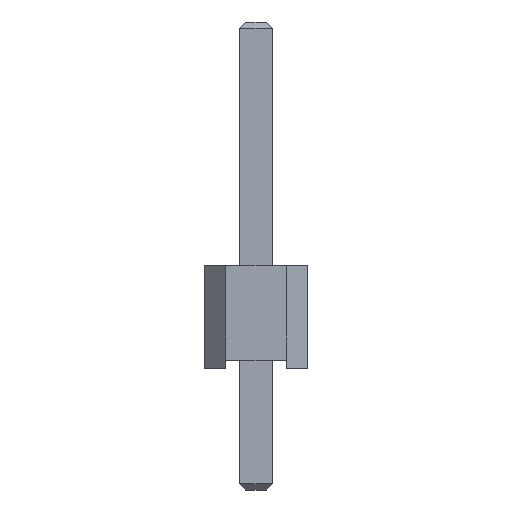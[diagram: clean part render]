
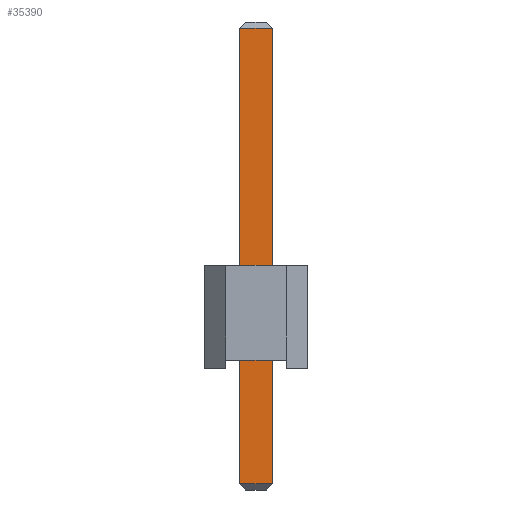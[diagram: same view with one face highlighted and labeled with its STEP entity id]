
A CAD part, front view. The second image highlights one B-rep face of the part: STEP entity #35390.
In plain terms, the highlighted planar face has unit normal (0, -1, 0).
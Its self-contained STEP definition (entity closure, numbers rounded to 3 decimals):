
#34978 = PLANE('',#34979);
#34979 = AXIS2_PLACEMENT_3D('',#34980,#34981,#34982);
#34980 = CARTESIAN_POINT('',(-0.4,-0.4,-3.));
#34981 = DIRECTION('',(-1.,0.,0.));
#34982 = DIRECTION('',(0.,1.,0.));
#35034 = PLANE('',#35035);
#35035 = AXIS2_PLACEMENT_3D('',#35036,#35037,#35038);
#35036 = CARTESIAN_POINT('',(0.4,0.4,-3.));
#35037 = DIRECTION('',(1.,0.,0.));
#35038 = DIRECTION('',(0.,-1.,0.));
#35075 = EDGE_CURVE('',#35076,#35078,#35080,.T.);
#35076 = VERTEX_POINT('',#35077);
#35077 = CARTESIAN_POINT('',(-0.4,-0.4,-2.85));
#35078 = VERTEX_POINT('',#35079);
#35079 = CARTESIAN_POINT('',(-0.4,-0.4,8.39));
#35080 = SURFACE_CURVE('',#35081,(#35085,#35092),.PCURVE_S1.);
#35081 = LINE('',#35082,#35083);
#35082 = CARTESIAN_POINT('',(-0.4,-0.4,-3.));
#35083 = VECTOR('',#35084,1.);
#35084 = DIRECTION('',(0.,0.,1.));
#35085 = PCURVE('',#34978,#35086);
#35086 = DEFINITIONAL_REPRESENTATION('',(#35087),#35091);
#35087 = LINE('',#35088,#35089);
#35088 = CARTESIAN_POINT('',(0.,0.));
#35089 = VECTOR('',#35090,1.);
#35090 = DIRECTION('',(0.,-1.));
#35091 = ( GEOMETRIC_REPRESENTATION_CONTEXT(2) 
PARAMETRIC_REPRESENTATION_CONTEXT() REPRESENTATION_CONTEXT('2D SPACE',''
  ) );
#35092 = PCURVE('',#35093,#35098);
#35093 = PLANE('',#35094);
#35094 = AXIS2_PLACEMENT_3D('',#35095,#35096,#35097);
#35095 = CARTESIAN_POINT('',(0.4,-0.4,-3.));
#35096 = DIRECTION('',(0.,-1.,0.));
#35097 = DIRECTION('',(-1.,0.,0.));
#35098 = DEFINITIONAL_REPRESENTATION('',(#35099),#35103);
#35099 = LINE('',#35100,#35101);
#35100 = CARTESIAN_POINT('',(0.8,0.));
#35101 = VECTOR('',#35102,1.);
#35102 = DIRECTION('',(0.,-1.));
#35103 = ( GEOMETRIC_REPRESENTATION_CONTEXT(2) 
PARAMETRIC_REPRESENTATION_CONTEXT() REPRESENTATION_CONTEXT('2D SPACE',''
  ) );
#35325 = VERTEX_POINT('',#35326);
#35326 = CARTESIAN_POINT('',(0.4,-0.4,8.39));
#35347 = EDGE_CURVE('',#35348,#35325,#35350,.T.);
#35348 = VERTEX_POINT('',#35349);
#35349 = CARTESIAN_POINT('',(0.4,-0.4,-2.85));
#35350 = SURFACE_CURVE('',#35351,(#35355,#35362),.PCURVE_S1.);
#35351 = LINE('',#35352,#35353);
#35352 = CARTESIAN_POINT('',(0.4,-0.4,-3.));
#35353 = VECTOR('',#35354,1.);
#35354 = DIRECTION('',(0.,0.,1.));
#35355 = PCURVE('',#35034,#35356);
#35356 = DEFINITIONAL_REPRESENTATION('',(#35357),#35361);
#35357 = LINE('',#35358,#35359);
#35358 = CARTESIAN_POINT('',(0.8,0.));
#35359 = VECTOR('',#35360,1.);
#35360 = DIRECTION('',(0.,-1.));
#35361 = ( GEOMETRIC_REPRESENTATION_CONTEXT(2) 
PARAMETRIC_REPRESENTATION_CONTEXT() REPRESENTATION_CONTEXT('2D SPACE',''
  ) );
#35362 = PCURVE('',#35093,#35363);
#35363 = DEFINITIONAL_REPRESENTATION('',(#35364),#35368);
#35364 = LINE('',#35365,#35366);
#35365 = CARTESIAN_POINT('',(0.,-0.));
#35366 = VECTOR('',#35367,1.);
#35367 = DIRECTION('',(0.,-1.));
#35368 = ( GEOMETRIC_REPRESENTATION_CONTEXT(2) 
PARAMETRIC_REPRESENTATION_CONTEXT() REPRESENTATION_CONTEXT('2D SPACE',''
  ) );
#35390 = ADVANCED_FACE('',(#35391),#35093,.T.);
#35391 = FACE_BOUND('',#35392,.T.);
#35392 = EDGE_LOOP('',(#35393,#35394,#35420,#35421));
#35393 = ORIENTED_EDGE('',*,*,#35347,.T.);
#35394 = ORIENTED_EDGE('',*,*,#35395,.T.);
#35395 = EDGE_CURVE('',#35325,#35078,#35396,.T.);
#35396 = SURFACE_CURVE('',#35397,(#35401,#35408),.PCURVE_S1.);
#35397 = LINE('',#35398,#35399);
#35398 = CARTESIAN_POINT('',(0.4,-0.4,8.39));
#35399 = VECTOR('',#35400,1.);
#35400 = DIRECTION('',(-1.,0.,0.));
#35401 = PCURVE('',#35093,#35402);
#35402 = DEFINITIONAL_REPRESENTATION('',(#35403),#35407);
#35403 = LINE('',#35404,#35405);
#35404 = CARTESIAN_POINT('',(0.,-11.39));
#35405 = VECTOR('',#35406,1.);
#35406 = DIRECTION('',(1.,0.));
#35407 = ( GEOMETRIC_REPRESENTATION_CONTEXT(2) 
PARAMETRIC_REPRESENTATION_CONTEXT() REPRESENTATION_CONTEXT('2D SPACE',''
  ) );
#35408 = PCURVE('',#35409,#35414);
#35409 = PLANE('',#35410);
#35410 = AXIS2_PLACEMENT_3D('',#35411,#35412,#35413);
#35411 = CARTESIAN_POINT('',(0.4,-0.325,8.465));
#35412 = DIRECTION('',(0.,-0.707,0.707));
#35413 = DIRECTION('',(1.,0.,0.));
#35414 = DEFINITIONAL_REPRESENTATION('',(#35415),#35419);
#35415 = LINE('',#35416,#35417);
#35416 = CARTESIAN_POINT('',(-0.,-0.106));
#35417 = VECTOR('',#35418,1.);
#35418 = DIRECTION('',(-1.,0.));
#35419 = ( GEOMETRIC_REPRESENTATION_CONTEXT(2) 
PARAMETRIC_REPRESENTATION_CONTEXT() REPRESENTATION_CONTEXT('2D SPACE',''
  ) );
#35420 = ORIENTED_EDGE('',*,*,#35075,.F.);
#35421 = ORIENTED_EDGE('',*,*,#35422,.F.);
#35422 = EDGE_CURVE('',#35348,#35076,#35423,.T.);
#35423 = SURFACE_CURVE('',#35424,(#35428,#35435),.PCURVE_S1.);
#35424 = LINE('',#35425,#35426);
#35425 = CARTESIAN_POINT('',(0.4,-0.4,-2.85));
#35426 = VECTOR('',#35427,1.);
#35427 = DIRECTION('',(-1.,0.,0.));
#35428 = PCURVE('',#35093,#35429);
#35429 = DEFINITIONAL_REPRESENTATION('',(#35430),#35434);
#35430 = LINE('',#35431,#35432);
#35431 = CARTESIAN_POINT('',(0.,-0.15));
#35432 = VECTOR('',#35433,1.);
#35433 = DIRECTION('',(1.,0.));
#35434 = ( GEOMETRIC_REPRESENTATION_CONTEXT(2) 
PARAMETRIC_REPRESENTATION_CONTEXT() REPRESENTATION_CONTEXT('2D SPACE',''
  ) );
#35435 = PCURVE('',#35436,#35441);
#35436 = PLANE('',#35437);
#35437 = AXIS2_PLACEMENT_3D('',#35438,#35439,#35440);
#35438 = CARTESIAN_POINT('',(0.4,-0.325,-2.925));
#35439 = DIRECTION('',(0.,0.707,0.707)
  );
#35440 = DIRECTION('',(1.,0.,0.));
#35441 = DEFINITIONAL_REPRESENTATION('',(#35442),#35446);
#35442 = LINE('',#35443,#35444);
#35443 = CARTESIAN_POINT('',(-0.,-0.106));
#35444 = VECTOR('',#35445,1.);
#35445 = DIRECTION('',(-1.,0.));
#35446 = ( GEOMETRIC_REPRESENTATION_CONTEXT(2) 
PARAMETRIC_REPRESENTATION_CONTEXT() REPRESENTATION_CONTEXT('2D SPACE',''
  ) );
